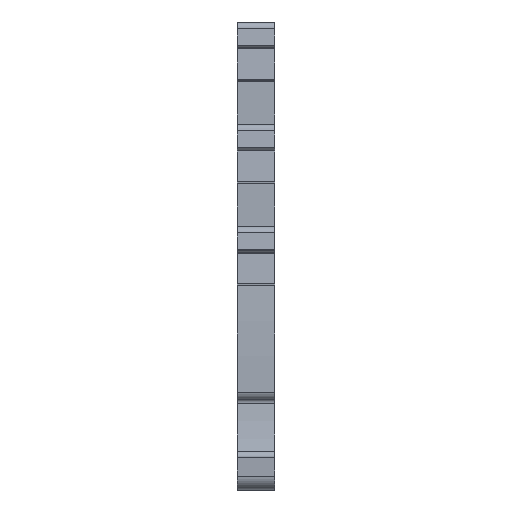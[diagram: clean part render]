
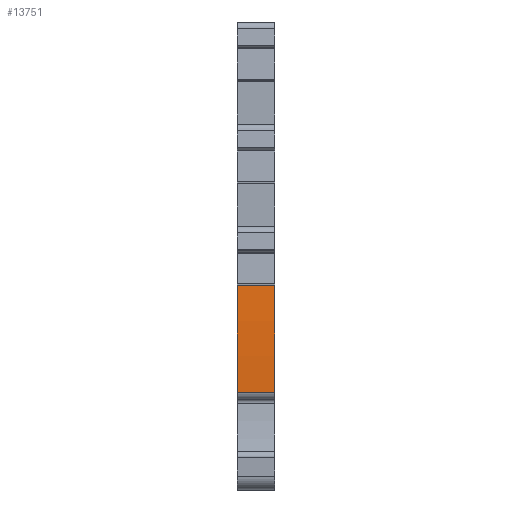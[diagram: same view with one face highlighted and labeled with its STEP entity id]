
A CAD part, front view. The second image highlights one B-rep face of the part: STEP entity #13751.
In plain terms, the highlighted cylindrical face has radius 151.052 mm (diameter 302.104 mm), a partial arc.
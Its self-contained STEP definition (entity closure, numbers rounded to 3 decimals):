
#3102=AXIS2_PLACEMENT_3D('Circle Axis2P3D',#3100,#3101,$) ;
#3109=AXIS2_PLACEMENT_3D('Circle Axis2P3D',#3107,#3108,$) ;
#5378=AXIS2_PLACEMENT_3D('Circle Axis2P3D',#5376,#5377,$) ;
#5385=AXIS2_PLACEMENT_3D('Circle Axis2P3D',#5383,#5384,$) ;
#13736=AXIS2_PLACEMENT_3D('Cylinder Axis2P3D',#13733,#13734,#13735) ;
#3097=CARTESIAN_POINT('Vertex',(0.,1.529,13.426)) ;
#3100=CARTESIAN_POINT('Axis2P3D Location',(0.,152.623,17.052)) ;
#3104=CARTESIAN_POINT('Vertex',(0.,1.528,13.45)) ;
#3107=CARTESIAN_POINT('Axis2P3D Location',(0.,152.538,17.05)) ;
#3111=CARTESIAN_POINT('Vertex',(0.,1.887,28.054)) ;
#5373=CARTESIAN_POINT('Vertex',(5.1,1.887,28.054)) ;
#5376=CARTESIAN_POINT('Axis2P3D Location',(5.1,152.538,17.05)) ;
#5380=CARTESIAN_POINT('Vertex',(5.1,1.528,13.45)) ;
#5383=CARTESIAN_POINT('Axis2P3D Location',(5.1,152.623,17.052)) ;
#5387=CARTESIAN_POINT('Vertex',(5.1,1.529,13.426)) ;
#13720=CARTESIAN_POINT('Line Origine',(2.55,1.529,13.426)) ;
#13733=CARTESIAN_POINT('Axis2P3D Location',(2.55,152.538,17.05)) ;
#13738=CARTESIAN_POINT('Line Origine',(2.55,1.887,28.054)) ;
#3101=DIRECTION('Axis2P3D Direction',(1.,0.,0.)) ;
#3108=DIRECTION('Axis2P3D Direction',(1.,0.,0.)) ;
#5377=DIRECTION('Axis2P3D Direction',(1.,0.,0.)) ;
#5384=DIRECTION('Axis2P3D Direction',(1.,0.,0.)) ;
#13721=DIRECTION('Vector Direction',(1.,0.,0.)) ;
#13734=DIRECTION('Axis2P3D Direction',(1.,0.,0.)) ;
#13735=DIRECTION('Axis2P3D XDirection',(0.,-0.996,0.089)) ;
#13739=DIRECTION('Vector Direction',(1.,0.,0.)) ;
#13722=VECTOR('Line Direction',#13721,1.) ;
#13740=VECTOR('Line Direction',#13739,1.) ;
#13744=ORIENTED_EDGE('',*,*,#3113,.T.) ;
#13745=ORIENTED_EDGE('',*,*,#3106,.T.) ;
#13746=ORIENTED_EDGE('',*,*,#13724,.T.) ;
#13747=ORIENTED_EDGE('',*,*,#5389,.F.) ;
#13748=ORIENTED_EDGE('',*,*,#5382,.F.) ;
#13749=ORIENTED_EDGE('',*,*,#13742,.F.) ;
#13751=ADVANCED_FACE('MLD',(#13750),#13737,.T.) ;
#3103=CIRCLE('generated circle',#3102,151.137) ;
#3110=CIRCLE('generated circle',#3109,151.052) ;
#5379=CIRCLE('generated circle',#5378,151.052) ;
#5386=CIRCLE('generated circle',#5385,151.137) ;
#13737=CYLINDRICAL_SURFACE('generated cylinder',#13736,151.052) ;
#3106=EDGE_CURVE('',#3105,#3098,#3103,.T.) ;
#3113=EDGE_CURVE('',#3112,#3105,#3110,.T.) ;
#5382=EDGE_CURVE('',#5374,#5381,#5379,.T.) ;
#5389=EDGE_CURVE('',#5381,#5388,#5386,.T.) ;
#13724=EDGE_CURVE('',#3098,#5388,#13723,.T.) ;
#13742=EDGE_CURVE('',#3112,#5374,#13741,.T.) ;
#13743=EDGE_LOOP('',(#13744,#13745,#13746,#13747,#13748,#13749)) ;
#13750=FACE_OUTER_BOUND('',#13743,.T.) ;
#13723=LINE('Line',#13720,#13722) ;
#13741=LINE('Line',#13738,#13740) ;
#3098=VERTEX_POINT('',#3097) ;
#3105=VERTEX_POINT('',#3104) ;
#3112=VERTEX_POINT('',#3111) ;
#5374=VERTEX_POINT('',#5373) ;
#5381=VERTEX_POINT('',#5380) ;
#5388=VERTEX_POINT('',#5387) ;
